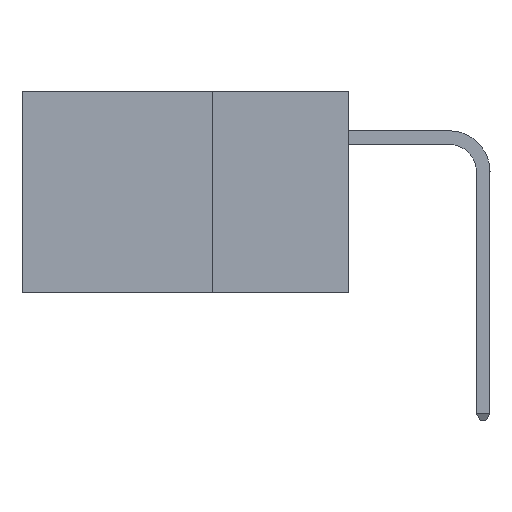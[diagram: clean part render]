
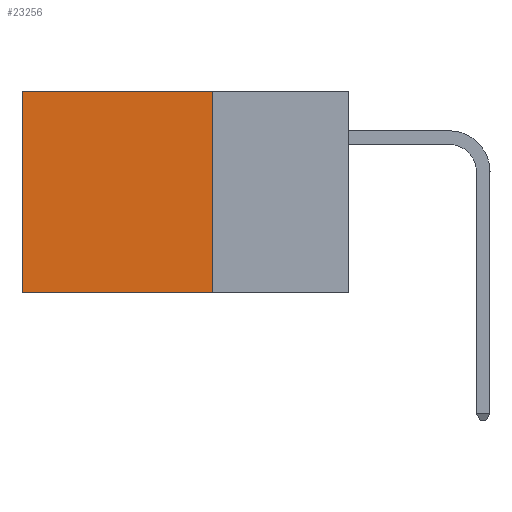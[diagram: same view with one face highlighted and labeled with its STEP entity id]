
A CAD part, left-side view. The second image highlights one B-rep face of the part: STEP entity #23256.
In plain terms, the highlighted planar face has unit normal (-1, 0, 0).
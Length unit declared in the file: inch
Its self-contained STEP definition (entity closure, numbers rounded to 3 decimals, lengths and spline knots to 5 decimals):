
#680 = CARTESIAN_POINT ( 'NONE',  ( 0.2875, 0.6, -0.37 ) ) ;
#1730 = CARTESIAN_POINT ( 'NONE',  ( 0.2875, 0.25, 0. ) ) ;
#1903 = VERTEX_POINT ( 'NONE', #20725 ) ;
#2217 = LINE ( 'NONE', #16981, #10878 ) ;
#2962 = DIRECTION ( 'NONE',  ( 0., 0., -1. ) ) ;
#3299 = ORIENTED_EDGE ( 'NONE', *, *, #14981, .T. ) ;
#4330 = PLANE ( 'NONE',  #4804 ) ;
#4804 = AXIS2_PLACEMENT_3D ( 'NONE', #20088, #8700, #2962 ) ;
#5861 = VECTOR ( 'NONE', #6372, 39.37008 ) ;
#6372 = DIRECTION ( 'NONE',  ( 0., 1., 0. ) ) ;
#7011 = CARTESIAN_POINT ( 'NONE',  ( 0.2875, 0.25, 0. ) ) ;
#7480 = EDGE_LOOP ( 'NONE', ( #3299, #18899, #13860, #20867 ) ) ;
#7834 = EDGE_CURVE ( 'NONE', #16239, #19976, #2217, .T. ) ;
#8030 = LINE ( 'NONE', #23159, #8630 ) ;
#8324 = FACE_OUTER_BOUND ( 'NONE', #7480, .T. ) ;
#8630 = VECTOR ( 'NONE', #12145, 39.37008 ) ;
#8700 = DIRECTION ( 'NONE',  ( 1., 0., 0. ) ) ;
#10878 = VECTOR ( 'NONE', #19349, 39.37008 ) ;
#12145 = DIRECTION ( 'NONE',  ( 0., 0., -1. ) ) ;
#12348 = LINE ( 'NONE', #16487, #5861 ) ;
#13860 = ORIENTED_EDGE ( 'NONE', *, *, #20580, .F. ) ;
#14981 = EDGE_CURVE ( 'NONE', #1903, #19976, #8030, .T. ) ;
#14991 = DIRECTION ( 'NONE',  ( 0., 0., -1. ) ) ;
#15356 = EDGE_CURVE ( 'NONE', #19340, #1903, #12348, .T. ) ;
#16239 = VERTEX_POINT ( 'NONE', #21942 ) ;
#16487 = CARTESIAN_POINT ( 'NONE',  ( 0.2875, 0.25, 0. ) ) ;
#16882 = LINE ( 'NONE', #7011, #22052 ) ;
#16981 = CARTESIAN_POINT ( 'NONE',  ( 0.2875, 0.25, -0.37 ) ) ;
#18899 = ORIENTED_EDGE ( 'NONE', *, *, #7834, .F. ) ;
#19340 = VERTEX_POINT ( 'NONE', #1730 ) ;
#19349 = DIRECTION ( 'NONE',  ( 0., 1., 0. ) ) ;
#19976 = VERTEX_POINT ( 'NONE', #680 ) ;
#20088 = CARTESIAN_POINT ( 'NONE',  ( 0.2875, 0.25, 0. ) ) ;
#20580 = EDGE_CURVE ( 'NONE', #19340, #16239, #16882, .T. ) ;
#20725 = CARTESIAN_POINT ( 'NONE',  ( 0.2875, 0.6, 0. ) ) ;
#20867 = ORIENTED_EDGE ( 'NONE', *, *, #15356, .T. ) ;
#21942 = CARTESIAN_POINT ( 'NONE',  ( 0.2875, 0.25, -0.37 ) ) ;
#22052 = VECTOR ( 'NONE', #14991, 39.37008 ) ;
#23159 = CARTESIAN_POINT ( 'NONE',  ( 0.2875, 0.6, 0. ) ) ;
#23256 = ADVANCED_FACE ( 'NONE', ( #8324 ), #4330, .F. ) ;
